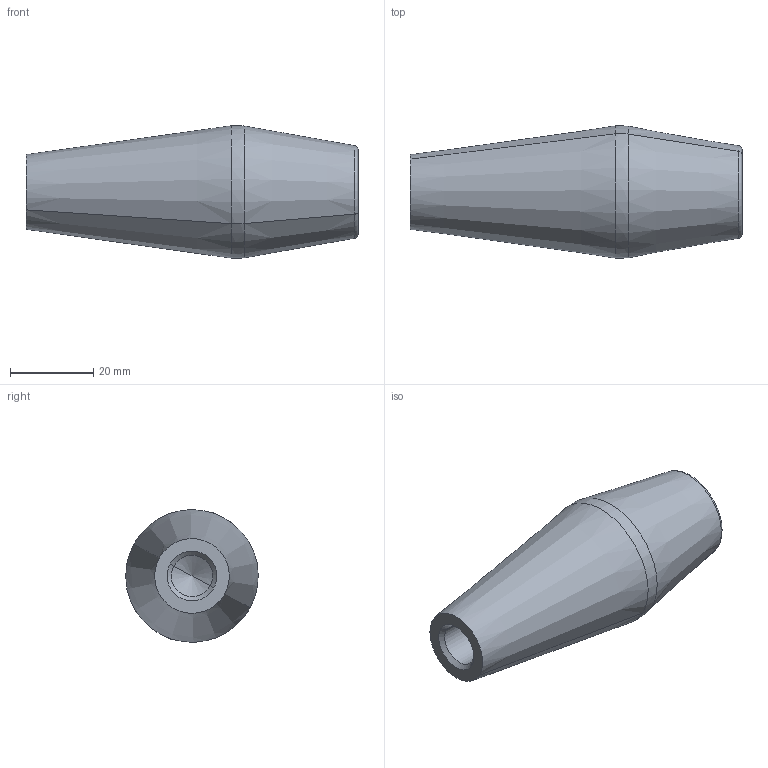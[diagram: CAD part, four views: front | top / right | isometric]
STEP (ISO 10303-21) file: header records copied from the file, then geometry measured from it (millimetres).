
FILE_DESCRIPTION(('CATIA V5 STEP Exchange'),'2;1');
FILE_NAME('manson.stp','2024-03-02T21:13:59+00:00',('none'),('none'),'CATIA Version 5 Release 21 GA (IN-10)','CATIA V5 STEP AP203','none');
FILE_SCHEMA(('CONFIG_CONTROL_DESIGN'));
Length unit declared in the file: millimetre
Products named in the file (1): manson
Bounding box: 80 x 31.88 x 32.05 mm (x, y, z)
Volume: 38714.4 mm3; surface area: 8889 mm2
Topology: 1 solids, 1 shells, 16 faces, 32 edges, 17 vertices
Faces by surface type: cone 8, revolution 2, plane 2, torus 2, cylinder 2
Entity records: 412 total; most frequent: CARTESIAN_POINT 68, ORIENTED_EDGE 60, DIRECTION 52, AXIS2_PLACEMENT_3D 31, EDGE_CURVE 30, CIRCLE 20, EDGE_LOOP 17, VERTEX_POINT 17
